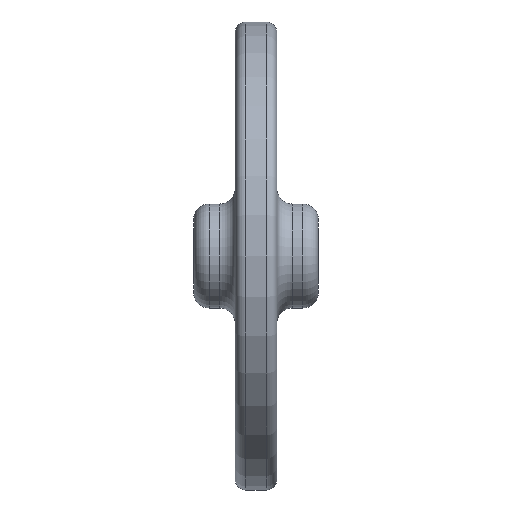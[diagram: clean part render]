
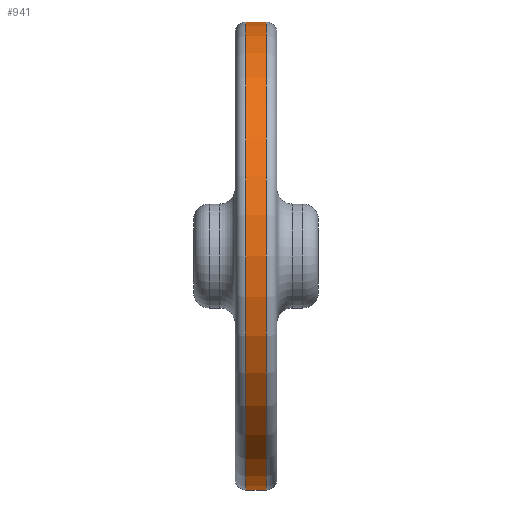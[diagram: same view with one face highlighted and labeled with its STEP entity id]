
A CAD part, front view. The second image highlights one B-rep face of the part: STEP entity #941.
In plain terms, the highlighted cylindrical face has radius 45 mm (diameter 90 mm), a partial arc.
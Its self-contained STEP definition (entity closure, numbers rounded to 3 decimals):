
#19 = DIRECTION ( 'NONE',  ( -1., 0., 0. ) ) ;
#58 = VERTEX_POINT ( 'NONE', #1361 ) ;
#64 = CARTESIAN_POINT ( 'NONE',  ( 6., 0., 45. ) ) ;
#88 = ORIENTED_EDGE ( 'NONE', *, *, #173, .T. ) ;
#173 = EDGE_CURVE ( 'NONE', #1700, #324, #762, .T. ) ;
#239 = CIRCLE ( 'NONE', #1151, 45. ) ;
#307 = CARTESIAN_POINT ( 'NONE',  ( 8., 0., 0. ) ) ;
#324 = VERTEX_POINT ( 'NONE', #64 ) ;
#429 = LINE ( 'NONE', #469, #2215 ) ;
#469 = CARTESIAN_POINT ( 'NONE',  ( 8., 0., -45. ) ) ;
#488 = ORIENTED_EDGE ( 'NONE', *, *, #1332, .T. ) ;
#577 = CARTESIAN_POINT ( 'NONE',  ( 8., 0., 45. ) ) ;
#645 = DIRECTION ( 'NONE',  ( -1., 0., 0. ) ) ;
#762 = CIRCLE ( 'NONE', #1303, 45. ) ;
#816 = ORIENTED_EDGE ( 'NONE', *, *, #1512, .F. ) ;
#841 = VERTEX_POINT ( 'NONE', #1305 ) ;
#862 = LINE ( 'NONE', #577, #1620 ) ;
#941 = ADVANCED_FACE ( 'NONE', ( #1499 ), #993, .T. ) ;
#945 = DIRECTION ( 'NONE',  ( 1., 0., 0. ) ) ;
#990 = DIRECTION ( 'NONE',  ( 0., 0., 1. ) ) ;
#993 = CYLINDRICAL_SURFACE ( 'NONE', #1837, 45. ) ;
#1060 = CARTESIAN_POINT ( 'NONE',  ( 6., 0., 0. ) ) ;
#1151 = AXIS2_PLACEMENT_3D ( 'NONE', #1982, #945, #2161 ) ;
#1227 = DIRECTION ( 'NONE',  ( 0., 0., -1. ) ) ;
#1303 = AXIS2_PLACEMENT_3D ( 'NONE', #1060, #19, #1227 ) ;
#1305 = CARTESIAN_POINT ( 'NONE',  ( 2., 0., 45. ) ) ;
#1306 = ORIENTED_EDGE ( 'NONE', *, *, #1381, .T. ) ;
#1332 = EDGE_CURVE ( 'NONE', #324, #841, #862, .T. ) ;
#1333 = DIRECTION ( 'NONE',  ( -1., 0., 0. ) ) ;
#1361 = CARTESIAN_POINT ( 'NONE',  ( 2., 0., -45. ) ) ;
#1381 = EDGE_CURVE ( 'NONE', #841, #58, #239, .T. ) ;
#1499 = FACE_OUTER_BOUND ( 'NONE', #1533, .T. ) ;
#1512 = EDGE_CURVE ( 'NONE', #1700, #58, #429, .T. ) ;
#1533 = EDGE_LOOP ( 'NONE', ( #816, #88, #488, #1306 ) ) ;
#1596 = DIRECTION ( 'NONE',  ( -1., 0., 0. ) ) ;
#1601 = CARTESIAN_POINT ( 'NONE',  ( 6., 0., -45. ) ) ;
#1620 = VECTOR ( 'NONE', #1596, 1000. ) ;
#1700 = VERTEX_POINT ( 'NONE', #1601 ) ;
#1837 = AXIS2_PLACEMENT_3D ( 'NONE', #307, #1333, #990 ) ;
#1982 = CARTESIAN_POINT ( 'NONE',  ( 2., 0., 0. ) ) ;
#2161 = DIRECTION ( 'NONE',  ( 0., 0., -1. ) ) ;
#2215 = VECTOR ( 'NONE', #645, 1000. ) ;
